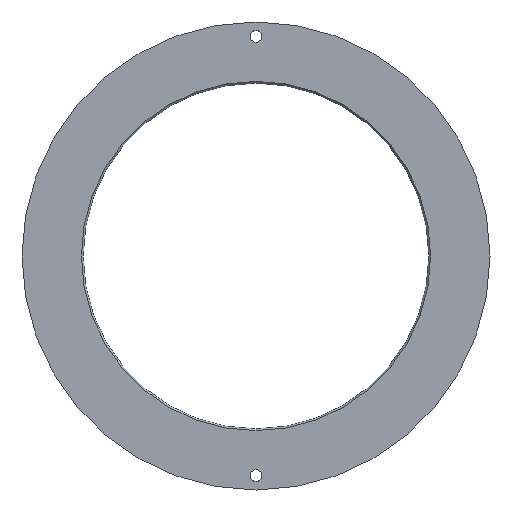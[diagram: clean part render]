
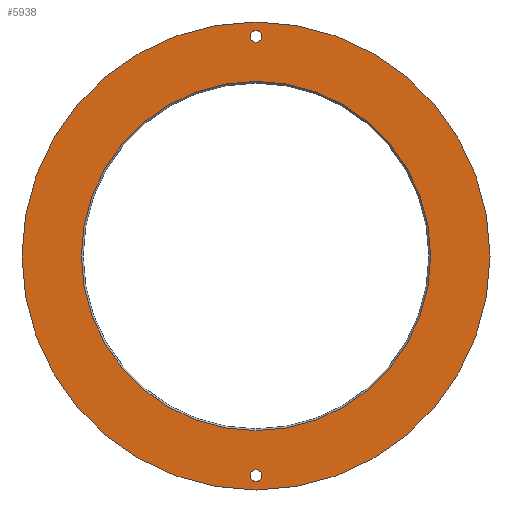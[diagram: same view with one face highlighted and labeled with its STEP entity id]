
A CAD part, front view. The second image highlights one B-rep face of the part: STEP entity #5938.
In plain terms, the highlighted planar face has unit normal (0, -1, 0).
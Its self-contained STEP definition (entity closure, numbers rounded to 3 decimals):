
#293 = FACE_BOUND ( 'NONE', #2198, .T. ) ;
#311 = ORIENTED_EDGE ( 'NONE', *, *, #6936, .T. ) ;
#419 = EDGE_CURVE ( 'NONE', #3930, #2276, #7536, .T. ) ;
#465 = CARTESIAN_POINT ( 'NONE',  ( 0., 0., 0. ) ) ;
#584 = EDGE_CURVE ( 'NONE', #3390, #6824, #3049, .T. ) ;
#591 = AXIS2_PLACEMENT_3D ( 'NONE', #465, #1865, #6930 ) ;
#611 = DIRECTION ( 'NONE',  ( 0., 0., 1. ) ) ;
#665 = CIRCLE ( 'NONE', #2023, 1.65 ) ;
#938 = DIRECTION ( 'NONE',  ( 0., 0., -1. ) ) ;
#946 = CARTESIAN_POINT ( 'NONE',  ( 0., 0., 0. ) ) ;
#1129 = EDGE_LOOP ( 'NONE', ( #1947, #7012 ) ) ;
#1146 = AXIS2_PLACEMENT_3D ( 'NONE', #946, #1661, #3703 ) ;
#1224 = ORIENTED_EDGE ( 'NONE', *, *, #3236, .T. ) ;
#1576 = FACE_BOUND ( 'NONE', #1129, .T. ) ;
#1661 = DIRECTION ( 'NONE',  ( 0., -1., 0. ) ) ;
#1803 = DIRECTION ( 'NONE',  ( 0., 1., 0. ) ) ;
#1865 = DIRECTION ( 'NONE',  ( 0., 1., 0. ) ) ;
#1898 = CARTESIAN_POINT ( 'NONE',  ( 0., 0., -48.5 ) ) ;
#1947 = ORIENTED_EDGE ( 'NONE', *, *, #419, .T. ) ;
#2010 = CIRCLE ( 'NONE', #6350, 1.65 ) ;
#2023 = AXIS2_PLACEMENT_3D ( 'NONE', #4023, #3471, #2061 ) ;
#2061 = DIRECTION ( 'NONE',  ( 0., 0., 1. ) ) ;
#2198 = EDGE_LOOP ( 'NONE', ( #3319, #311 ) ) ;
#2276 = VERTEX_POINT ( 'NONE', #4259 ) ;
#2295 = FACE_OUTER_BOUND ( 'NONE', #3897, .T. ) ;
#2446 = DIRECTION ( 'NONE',  ( 0., 1., 0. ) ) ;
#2464 = EDGE_CURVE ( 'NONE', #2276, #3930, #6019, .T. ) ;
#2517 = CARTESIAN_POINT ( 'NONE',  ( 0., 0., 62.65 ) ) ;
#2540 = DIRECTION ( 'NONE',  ( 0., 1., 0. ) ) ;
#2648 = AXIS2_PLACEMENT_3D ( 'NONE', #5669, #2446, #3762 ) ;
#3049 = CIRCLE ( 'NONE', #8356, 1.65 ) ;
#3129 = DIRECTION ( 'NONE',  ( 0., 0., -1. ) ) ;
#3236 = EDGE_CURVE ( 'NONE', #8413, #7272, #6855, .T. ) ;
#3289 = AXIS2_PLACEMENT_3D ( 'NONE', #7667, #7063, #5191 ) ;
#3319 = ORIENTED_EDGE ( 'NONE', *, *, #584, .T. ) ;
#3390 = VERTEX_POINT ( 'NONE', #6604 ) ;
#3404 = PLANE ( 'NONE',  #7177 ) ;
#3407 = CARTESIAN_POINT ( 'NONE',  ( 0., 0., -61. ) ) ;
#3471 = DIRECTION ( 'NONE',  ( 0., 1., 0. ) ) ;
#3506 = EDGE_CURVE ( 'NONE', #6302, #8164, #3731, .T. ) ;
#3550 = ORIENTED_EDGE ( 'NONE', *, *, #8349, .T. ) ;
#3679 = CARTESIAN_POINT ( 'NONE',  ( 0., 0., -62.65 ) ) ;
#3703 = DIRECTION ( 'NONE',  ( 0., 0., -1. ) ) ;
#3731 = CIRCLE ( 'NONE', #1146, 65. ) ;
#3762 = DIRECTION ( 'NONE',  ( 0., 0., 1. ) ) ;
#3860 = CARTESIAN_POINT ( 'NONE',  ( 0., 0., 59.35 ) ) ;
#3897 = EDGE_LOOP ( 'NONE', ( #6236, #3550 ) ) ;
#3930 = VERTEX_POINT ( 'NONE', #1898 ) ;
#4023 = CARTESIAN_POINT ( 'NONE',  ( 0., 0., 61. ) ) ;
#4187 = CARTESIAN_POINT ( 'NONE',  ( 0., 0., 65. ) ) ;
#4259 = CARTESIAN_POINT ( 'NONE',  ( 0., 0., 48.5 ) ) ;
#4671 = CARTESIAN_POINT ( 'NONE',  ( 0., 0., -65. ) ) ;
#4735 = EDGE_LOOP ( 'NONE', ( #1224, #6425 ) ) ;
#5191 = DIRECTION ( 'NONE',  ( 0., 0., -1. ) ) ;
#5330 = CIRCLE ( 'NONE', #3289, 65. ) ;
#5485 = DIRECTION ( 'NONE',  ( 0., -1., 0. ) ) ;
#5496 = DIRECTION ( 'NONE',  ( 0., 0., 1. ) ) ;
#5574 = DIRECTION ( 'NONE',  ( 0., 1., 0. ) ) ;
#5669 = CARTESIAN_POINT ( 'NONE',  ( 0., 0., 61. ) ) ;
#5721 = CARTESIAN_POINT ( 'NONE',  ( 0., 0., 0. ) ) ;
#5938 = ADVANCED_FACE ( 'NONE', ( #1576, #6120, #293, #2295 ), #3404, .T. ) ;
#6019 = CIRCLE ( 'NONE', #591, 48.5 ) ;
#6031 = CARTESIAN_POINT ( 'NONE',  ( 0., 0., 0. ) ) ;
#6120 = FACE_BOUND ( 'NONE', #4735, .T. ) ;
#6236 = ORIENTED_EDGE ( 'NONE', *, *, #3506, .T. ) ;
#6302 = VERTEX_POINT ( 'NONE', #4671 ) ;
#6350 = AXIS2_PLACEMENT_3D ( 'NONE', #3407, #1803, #611 ) ;
#6425 = ORIENTED_EDGE ( 'NONE', *, *, #6702, .T. ) ;
#6604 = CARTESIAN_POINT ( 'NONE',  ( 0., 0., -59.35 ) ) ;
#6702 = EDGE_CURVE ( 'NONE', #7272, #8413, #665, .T. ) ;
#6824 = VERTEX_POINT ( 'NONE', #3679 ) ;
#6855 = CIRCLE ( 'NONE', #2648, 1.65 ) ;
#6893 = CARTESIAN_POINT ( 'NONE',  ( 0., 0., -61. ) ) ;
#6930 = DIRECTION ( 'NONE',  ( 0., 0., -1. ) ) ;
#6936 = EDGE_CURVE ( 'NONE', #6824, #3390, #2010, .T. ) ;
#7012 = ORIENTED_EDGE ( 'NONE', *, *, #2464, .T. ) ;
#7063 = DIRECTION ( 'NONE',  ( 0., -1., 0. ) ) ;
#7177 = AXIS2_PLACEMENT_3D ( 'NONE', #6031, #5485, #938 ) ;
#7272 = VERTEX_POINT ( 'NONE', #3860 ) ;
#7536 = CIRCLE ( 'NONE', #8092, 48.5 ) ;
#7667 = CARTESIAN_POINT ( 'NONE',  ( 0., 0., 0. ) ) ;
#8092 = AXIS2_PLACEMENT_3D ( 'NONE', #5721, #2540, #3129 ) ;
#8164 = VERTEX_POINT ( 'NONE', #4187 ) ;
#8349 = EDGE_CURVE ( 'NONE', #8164, #6302, #5330, .T. ) ;
#8356 = AXIS2_PLACEMENT_3D ( 'NONE', #6893, #5574, #5496 ) ;
#8413 = VERTEX_POINT ( 'NONE', #2517 ) ;
